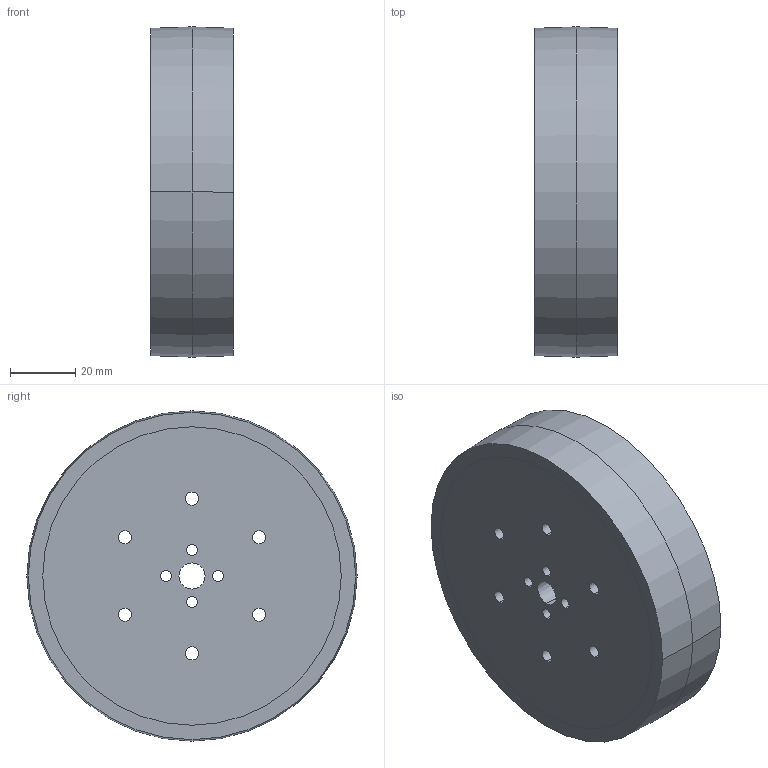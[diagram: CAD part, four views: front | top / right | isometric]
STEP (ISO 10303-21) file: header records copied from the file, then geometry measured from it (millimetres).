
FILE_DESCRIPTION (( 'STEP AP203' ), '1' );
FILE_NAME ('am-3563 4IN Stealth Wheel 8mm Nub Bore.STEP', '2024-09-20T13:22:23', ( '' ), ( '' ), 'SwSTEP 2.0', 'SolidWorks 2024', '' );
FILE_SCHEMA (( 'CONFIG_CONTROL_DESIGN' ));
Length unit declared in the file: inch
Products named in the file (3): 4in Tread; 4in Wheel Intergreated Hub 8mm Rev2; am-3563 4IN Stealth Wheel 8mm Nub Bore
Assembly tree (2 placements, depth 2):
  am-3563 4IN Stealth Wheel 8mm Nub Bore
    4in Wheel Intergreated Hub 8mm Rev2
    4in Tread
Bounding box: 25.4 x 101.6 x 101.6 mm (x, y, z)
Volume: 92434.8 mm3; surface area: 51770.5 mm2
Topology: 2 solids, 2 shells, 609 faces, 1441 edges, 819 vertices
Faces by surface type: torus 226, cone 136, bspline 96, cylinder 92, plane 59
Entity records: 22647 total; most frequent: CARTESIAN_POINT 8616, DIRECTION 3102, ORIENTED_EDGE 2834, EDGE_CURVE 1417, AXIS2_PLACEMENT_3D 1389, CIRCLE 871, VERTEX_POINT 819, EDGE_LOOP 640
